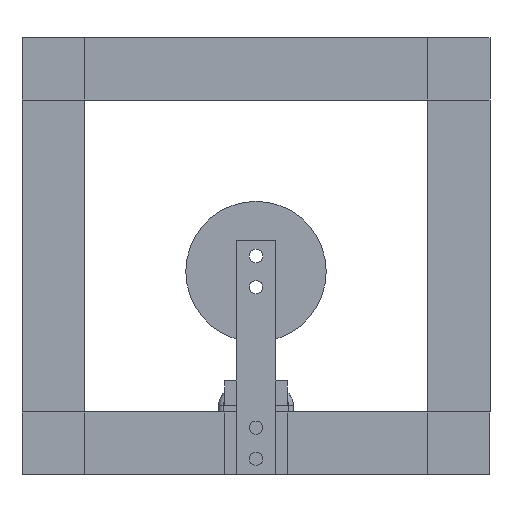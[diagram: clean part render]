
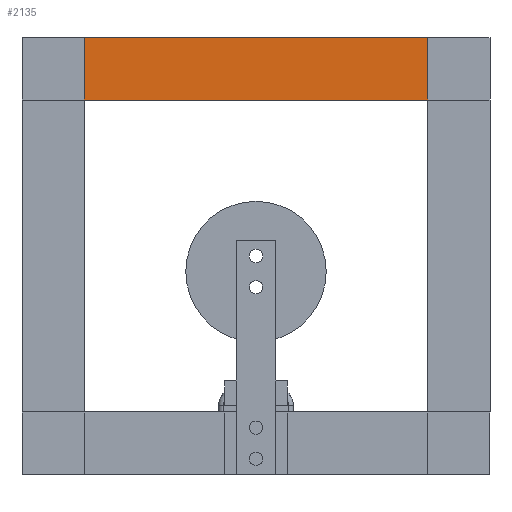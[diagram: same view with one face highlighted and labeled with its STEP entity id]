
A CAD part, left-side view. The second image highlights one B-rep face of the part: STEP entity #2135.
In plain terms, the highlighted planar face has unit normal (-1, 0, 0).
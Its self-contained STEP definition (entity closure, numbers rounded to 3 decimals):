
#204=FACE_OUTER_BOUND('',#345,.T.);
#345=EDGE_LOOP('',(#1643,#1644,#1645,#1646));
#542=LINE('',#3281,#781);
#546=LINE('',#3289,#785);
#549=LINE('',#3295,#788);
#552=LINE('',#3300,#791);
#781=VECTOR('',#2664,10.);
#785=VECTOR('',#2670,10.);
#788=VECTOR('',#2675,10.);
#791=VECTOR('',#2680,10.);
#988=VERTEX_POINT('',#3279);
#989=VERTEX_POINT('',#3280);
#992=VERTEX_POINT('',#3288);
#994=VERTEX_POINT('',#3294);
#1218=EDGE_CURVE('',#988,#989,#542,.T.);
#1222=EDGE_CURVE('',#989,#992,#546,.T.);
#1225=EDGE_CURVE('',#992,#994,#549,.T.);
#1228=EDGE_CURVE('',#988,#994,#552,.T.);
#1643=ORIENTED_EDGE('',*,*,#1228,.F.);
#1644=ORIENTED_EDGE('',*,*,#1218,.T.);
#1645=ORIENTED_EDGE('',*,*,#1222,.T.);
#1646=ORIENTED_EDGE('',*,*,#1225,.T.);
#2023=PLANE('',#2305);
#2135=ADVANCED_FACE('',(#204),#2023,.T.);
#2305=AXIS2_PLACEMENT_3D('',#3302,#2682,#2683);
#2664=DIRECTION('',(0.,0.,1.));
#2670=DIRECTION('',(0.,1.,0.));
#2675=DIRECTION('',(0.,0.,-1.));
#2680=DIRECTION('',(0.,1.,0.));
#2682=DIRECTION('center_axis',(-1.,0.,0.));
#2683=DIRECTION('ref_axis',(0.,-1.,0.));
#3279=CARTESIAN_POINT('',(-90.,-75.,120.));
#3280=CARTESIAN_POINT('',(-90.,-75.,140.));
#3281=CARTESIAN_POINT('',(-90.,-75.,20.));
#3288=CARTESIAN_POINT('',(-90.,75.,140.));
#3289=CARTESIAN_POINT('',(-90.,-75.,140.));
#3294=CARTESIAN_POINT('',(-90.,75.,120.));
#3295=CARTESIAN_POINT('',(-90.,75.,140.));
#3300=CARTESIAN_POINT('',(-90.,55.,120.));
#3302=CARTESIAN_POINT('Origin',(-90.,0.,130.));
